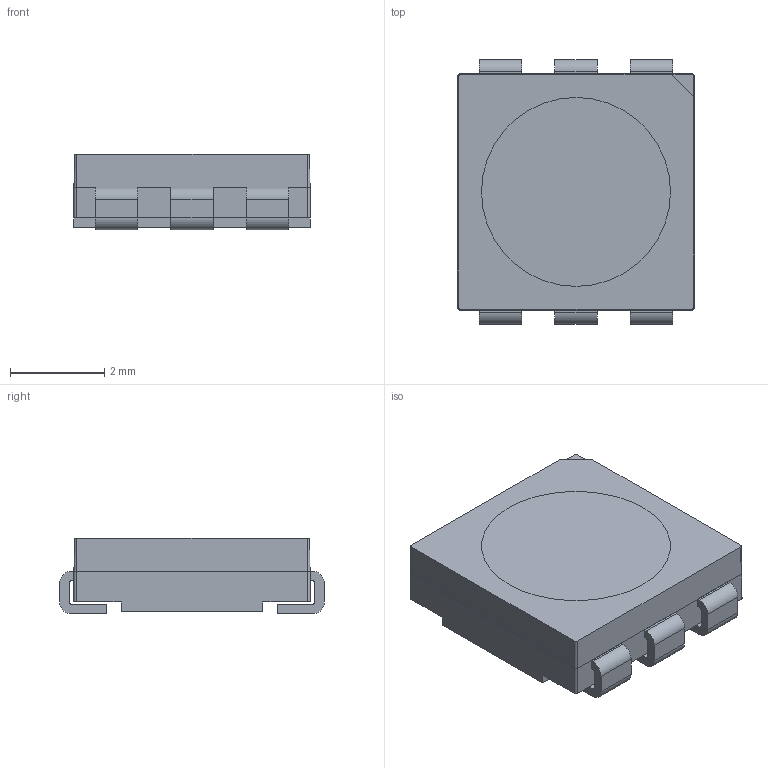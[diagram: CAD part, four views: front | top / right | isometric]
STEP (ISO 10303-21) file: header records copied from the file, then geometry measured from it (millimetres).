
FILE_DESCRIPTION (( 'STEP AP214' ), '1' );
FILE_NAME ('LED-ARRAY-SMD_6P-L5.0-W5.0-P1.60-LS5.3-TR.STEP', '2022-04-08T13:42:46', ( '微软用户' ), ( '微软中国' ), 'SwSTEP 2.0', 'SolidWorks 2020', '' );
FILE_SCHEMA (( 'AUTOMOTIVE_DESIGN' ));
Length unit declared in the file: millimetre
Products named in the file (1): LED-ARRAY-SMD_6P-L5.0-W5.0-P1.60-LS5.3-TR
Bounding box: 5 x 5.6 x 1.6 mm (x, y, z)
Volume: 39 mm3; surface area: 140.1 mm2
Topology: 10 solids, 10 shells, 205 faces, 520 edges, 344 vertices
Faces by surface type: plane 145, cylinder 46, bspline 14
Entity records: 9096 total; most frequent: CARTESIAN_POINT 1880, ORIENTED_EDGE 1040, DIRECTION 956, EDGE_CURVE 520, LINE 404, VECTOR 404, VERTEX_POINT 344, AXIS2_PLACEMENT_3D 276
